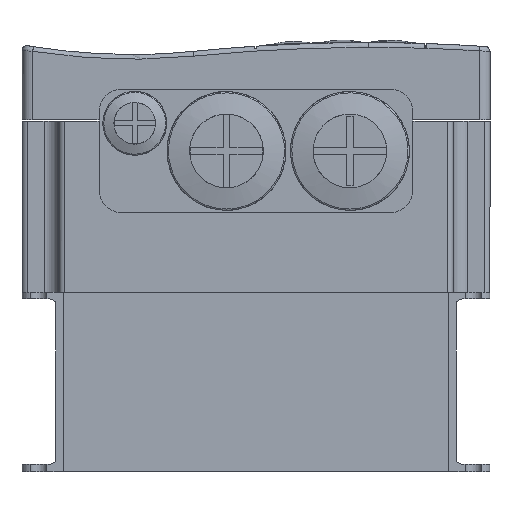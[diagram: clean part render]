
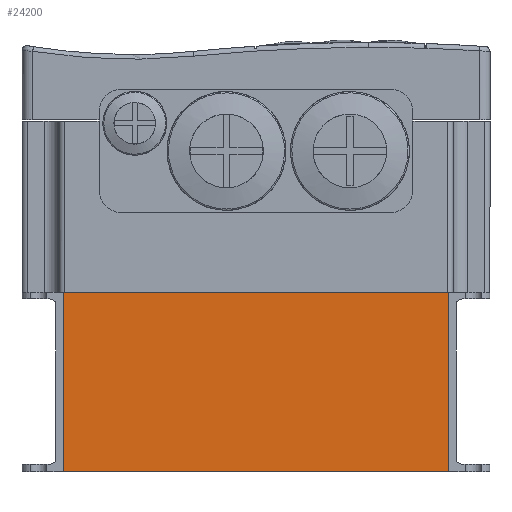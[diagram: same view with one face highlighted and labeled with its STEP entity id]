
A CAD part, front view. The second image highlights one B-rep face of the part: STEP entity #24200.
In plain terms, the highlighted planar face has unit normal (0, -1, 0).
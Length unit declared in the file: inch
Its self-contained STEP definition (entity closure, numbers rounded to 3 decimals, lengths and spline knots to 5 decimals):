
#118 = DIRECTION ( 'NONE',  ( 1., 0., 0. ) ) ;
#307 = LINE ( 'NONE', #48723, #11166 ) ;
#2722 = VECTOR ( 'NONE', #44204, 39.37008 ) ;
#2818 = PLANE ( 'NONE',  #4191 ) ;
#3149 = CARTESIAN_POINT ( 'NONE',  ( -3.245, -6.345, -4.61267 ) ) ;
#4191 = AXIS2_PLACEMENT_3D ( 'NONE', #3149, #31624, #7220 ) ;
#7220 = DIRECTION ( 'NONE',  ( 0., 0., 1. ) ) ;
#7819 = VECTOR ( 'NONE', #43323, 39.37008 ) ;
#11166 = VECTOR ( 'NONE', #118, 39.37008 ) ;
#11910 = EDGE_CURVE ( 'NONE', #52662, #30348, #41251, .T. ) ;
#13920 = ORIENTED_EDGE ( 'NONE', *, *, #23430, .F. ) ;
#15272 = DIRECTION ( 'NONE',  ( 0., 0., 1. ) ) ;
#16035 = EDGE_LOOP ( 'NONE', ( #38690, #48000, #13920, #49734 ) ) ;
#19193 = VERTEX_POINT ( 'NONE', #50416 ) ;
#23430 = EDGE_CURVE ( 'NONE', #30348, #19193, #307, .T. ) ;
#24200 = ADVANCED_FACE ( 'NONE', ( #28123 ), #2818, .T. ) ;
#24359 = LINE ( 'NONE', #48309, #2722 ) ;
#26176 = CARTESIAN_POINT ( 'NONE',  ( -3.245, -6.345, -0.98 ) ) ;
#26994 = CARTESIAN_POINT ( 'NONE',  ( 3.245, -6.345, -4. ) ) ;
#28123 = FACE_OUTER_BOUND ( 'NONE', #16035, .T. ) ;
#28822 = VERTEX_POINT ( 'NONE', #26994 ) ;
#30348 = VERTEX_POINT ( 'NONE', #26176 ) ;
#30616 = CARTESIAN_POINT ( 'NONE',  ( -3.245, -6.345, -4. ) ) ;
#31624 = DIRECTION ( 'NONE',  ( 0., -1., 0. ) ) ;
#37654 = EDGE_CURVE ( 'NONE', #19193, #28822, #24359, .T. ) ;
#38690 = ORIENTED_EDGE ( 'NONE', *, *, #47468, .T. ) ;
#39207 = CARTESIAN_POINT ( 'NONE',  ( -3.935, -6.345, -4. ) ) ;
#40293 = LINE ( 'NONE', #39207, #7819 ) ;
#41251 = LINE ( 'NONE', #43727, #50855 ) ;
#43323 = DIRECTION ( 'NONE',  ( 1., 0., 0. ) ) ;
#43727 = CARTESIAN_POINT ( 'NONE',  ( -3.245, -6.345, -4.61267 ) ) ;
#44204 = DIRECTION ( 'NONE',  ( 0., 0., -1. ) ) ;
#47468 = EDGE_CURVE ( 'NONE', #52662, #28822, #40293, .T. ) ;
#48000 = ORIENTED_EDGE ( 'NONE', *, *, #37654, .F. ) ;
#48309 = CARTESIAN_POINT ( 'NONE',  ( 3.245, -6.345, -0.98 ) ) ;
#48723 = CARTESIAN_POINT ( 'NONE',  ( -3.245, -6.345, -0.98 ) ) ;
#49734 = ORIENTED_EDGE ( 'NONE', *, *, #11910, .F. ) ;
#50416 = CARTESIAN_POINT ( 'NONE',  ( 3.245, -6.345, -0.98 ) ) ;
#50855 = VECTOR ( 'NONE', #15272, 39.37008 ) ;
#52662 = VERTEX_POINT ( 'NONE', #30616 ) ;
